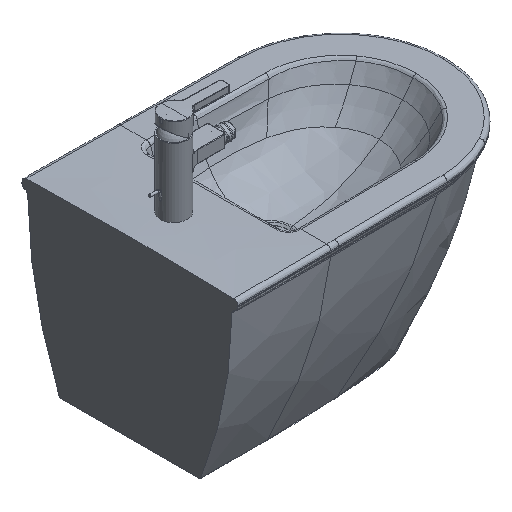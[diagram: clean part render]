
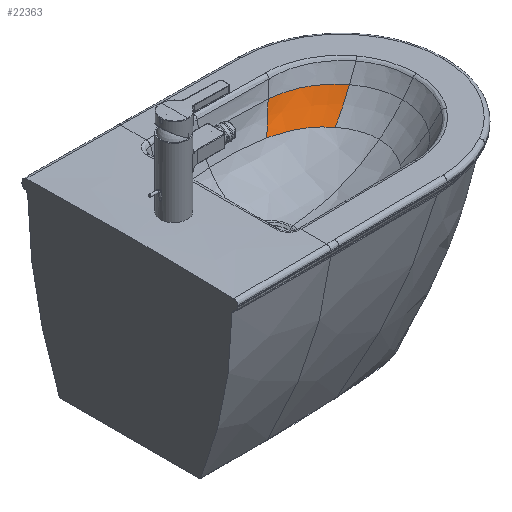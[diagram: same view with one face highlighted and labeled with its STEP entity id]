
A CAD part, isometric view. The second image highlights one B-rep face of the part: STEP entity #22363.
In plain terms, the highlighted free-form (B-spline) face has degree [5, 5] with [9, 6] control points.
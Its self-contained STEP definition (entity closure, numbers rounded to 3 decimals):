
#4630=CARTESIAN_POINT('',(405.699,55.485,-66.0));
#4631=VERTEX_POINT('',#4630);
#4645=CARTESIAN_POINT('',(331.987,98.205,-66.0));
#4646=VERTEX_POINT('',#4645);
#4647=CARTESIAN_POINT('',(331.987,98.205,-66.0));
#4648=CARTESIAN_POINT('',(346.711,95.054,-66.0));
#4649=CARTESIAN_POINT('',(360.785,90.289,-66.0));
#4650=CARTESIAN_POINT('',(373.303,83.301,-66.0));
#4651=CARTESIAN_POINT('',(384.035,77.311,-66.0));
#4652=CARTESIAN_POINT('',(393.615,69.68,-66.0));
#4653=CARTESIAN_POINT('',(401.752,60.308,-66.0));
#4654=CARTESIAN_POINT('',(403.107,58.748,-66.0));
#4655=CARTESIAN_POINT('',(404.422,57.14,-66.0));
#4656=CARTESIAN_POINT('',(405.699,55.485,-66.0));
#4657=B_SPLINE_CURVE_WITH_KNOTS('',3,(#4647,#4648,#4649,#4650,#4651,#4652,#4653,#4654,#4655,#4656),.UNSPECIFIED.,.F.,.U.,(4,3,3,4),(0.0,71.907,133.55,143.813),.UNSPECIFIED.);
#4658=EDGE_CURVE('',#4646,#4631,#4657,.T.);
#9657=CARTESIAN_POINT('',(442.345,67.632,-27.239));
#9658=VERTEX_POINT('',#9657);
#11950=CARTESIAN_POINT('',(352.077,116.141,-27.239));
#11951=VERTEX_POINT('',#11950);
#11961=CARTESIAN_POINT('',(352.077,116.141,-27.239));
#11962=CARTESIAN_POINT('',(373.527,114.189,-27.239));
#11963=CARTESIAN_POINT('',(394.375,108.333,-27.239));
#11964=CARTESIAN_POINT('',(413.438,98.361,-27.239));
#11965=CARTESIAN_POINT('',(429.598,84.541,-27.239));
#11966=CARTESIAN_POINT('',(442.345,67.632,-27.239));
#11967=B_SPLINE_CURVE_WITH_KNOTS('',5,(#11961,#11962,#11963,#11964,#11965,#11966),.UNSPECIFIED.,.F.,.U.,(6,6),(587.138,701.927),.UNSPECIFIED.);
#11968=EDGE_CURVE('',#11951,#9658,#11967,.T.);
#22276=CARTESIAN_POINT('',(442.345,67.632,-27.239));
#22277=CARTESIAN_POINT('',(439.297,66.642,-31.28));
#22278=CARTESIAN_POINT('',(436.081,65.59,-35.32));
#22279=CARTESIAN_POINT('',(432.811,64.514,-39.192));
#22280=CARTESIAN_POINT('',(425.882,62.224,-47.019));
#22281=CARTESIAN_POINT('',(418.139,59.647,-54.847));
#22282=CARTESIAN_POINT('',(414.058,58.283,-58.707));
#22283=CARTESIAN_POINT('',(410.007,56.928,-62.353));
#22284=CARTESIAN_POINT('',(405.699,55.485,-66.0));
#22285=B_SPLINE_CURVE_WITH_KNOTS('',5,(#22276,#22277,#22278,#22279,#22280,#22281,#22282,#22283,#22284),.UNSPECIFIED.,.F.,.U.,(6,3,6),(0.0,24.073,50.735),.UNSPECIFIED.);
#22286=EDGE_CURVE('',#9658,#4631,#22285,.T.);
#22291=CARTESIAN_POINT('',(352.077,116.141,-27.239));
#22292=CARTESIAN_POINT('',(350.433,114.855,-31.28));
#22293=CARTESIAN_POINT('',(348.69,113.436,-35.32));
#22294=CARTESIAN_POINT('',(346.909,111.93,-39.192));
#22295=CARTESIAN_POINT('',(343.122,108.643,-47.019));
#22296=CARTESIAN_POINT('',(338.864,104.752,-54.847));
#22297=CARTESIAN_POINT('',(336.612,102.642,-58.707));
#22298=CARTESIAN_POINT('',(334.373,100.512,-62.353));
#22299=CARTESIAN_POINT('',(331.987,98.205,-66.0));
#22300=CARTESIAN_POINT('',(373.527,114.189,-27.239));
#22301=CARTESIAN_POINT('',(371.621,112.645,-31.28));
#22302=CARTESIAN_POINT('',(369.594,110.98,-35.32));
#22303=CARTESIAN_POINT('',(367.517,109.252,-39.192));
#22304=CARTESIAN_POINT('',(363.09,105.543,-47.019));
#22305=CARTESIAN_POINT('',(358.09,101.294,-54.847));
#22306=CARTESIAN_POINT('',(355.439,99.031,-58.707));
#22307=CARTESIAN_POINT('',(352.8,96.77,-62.353));
#22308=CARTESIAN_POINT('',(349.984,94.354,-66.0));
#22309=CARTESIAN_POINT('',(394.375,108.333,-27.239));
#22310=CARTESIAN_POINT('',(392.132,106.742,-31.28));
#22311=CARTESIAN_POINT('',(389.75,105.044,-35.32));
#22312=CARTESIAN_POINT('',(387.315,103.298,-39.192));
#22313=CARTESIAN_POINT('',(382.134,99.576,-47.019));
#22314=CARTESIAN_POINT('',(376.3,95.373,-54.847));
#22315=CARTESIAN_POINT('',(373.214,93.15,-58.707));
#22316=CARTESIAN_POINT('',(370.143,90.94,-62.353));
#22317=CARTESIAN_POINT('',(366.87,88.59,-66.0));
#22318=CARTESIAN_POINT('',(413.438,98.361,-27.239));
#22319=CARTESIAN_POINT('',(410.847,96.901,-31.28));
#22320=CARTESIAN_POINT('',(408.106,95.347,-35.32));
#22321=CARTESIAN_POINT('',(405.312,93.756,-39.192));
#22322=CARTESIAN_POINT('',(399.382,90.368,-47.019));
#22323=CARTESIAN_POINT('',(392.738,86.554,-54.847));
#22324=CARTESIAN_POINT('',(389.231,84.538,-58.707));
#22325=CARTESIAN_POINT('',(385.749,82.536,-62.353));
#22326=CARTESIAN_POINT('',(382.044,80.408,-66.0));
#22327=CARTESIAN_POINT('',(429.598,84.541,-27.239));
#22328=CARTESIAN_POINT('',(426.718,83.309,-31.28));
#22329=CARTESIAN_POINT('',(423.678,81.999,-35.32));
#22330=CARTESIAN_POINT('',(420.588,80.658,-39.192));
#22331=CARTESIAN_POINT('',(414.039,77.8,-47.019));
#22332=CARTESIAN_POINT('',(406.726,74.579,-54.847));
#22333=CARTESIAN_POINT('',(402.872,72.874,-58.707));
#22334=CARTESIAN_POINT('',(399.05,71.179,-62.353));
#22335=CARTESIAN_POINT('',(394.987,69.373,-66.0));
#22336=CARTESIAN_POINT('',(442.345,67.632,-27.239));
#22337=CARTESIAN_POINT('',(439.297,66.642,-31.28));
#22338=CARTESIAN_POINT('',(436.081,65.59,-35.32));
#22339=CARTESIAN_POINT('',(432.811,64.514,-39.192));
#22340=CARTESIAN_POINT('',(425.882,62.224,-47.019));
#22341=CARTESIAN_POINT('',(418.139,59.647,-54.847));
#22342=CARTESIAN_POINT('',(414.058,58.283,-58.707));
#22343=CARTESIAN_POINT('',(410.007,56.928,-62.353));
#22344=CARTESIAN_POINT('',(405.699,55.485,-66.0));
#22345=B_SPLINE_SURFACE_WITH_KNOTS('',5,5,((#22291,#22300,#22309,#22318,#22327,#22336),(#22292,#22301,#22310,#22319,#22328,#22337),(#22293,#22302,#22311,#22320,#22329,#22338),(#22294,#22303,#22312,#22321,#22330,#22339),(#22295,#22304,#22313,#22322,#22331,#22340),(#22296,#22305,#22314,#22323,#22332,#22341),(#22297,#22306,#22315,#22324,#22333,#22342),(#22298,#22307,#22316,#22325,#22334,#22343),(#22299,#22308,#22317,#22326,#22335,#22344)),.UNSPECIFIED.,.F.,.F.,.U.,(6,3,6),(6,6),(0.0,24.073,50.735),(587.138,701.927),.UNSPECIFIED.);
#22346=ORIENTED_EDGE('',*,*,#4658,.T.);
#22347=ORIENTED_EDGE('',*,*,#22286,.F.);
#22348=ORIENTED_EDGE('',*,*,#11968,.F.);
#22349=CARTESIAN_POINT('',(352.077,116.141,-27.239));
#22350=CARTESIAN_POINT('',(350.433,114.855,-31.28));
#22351=CARTESIAN_POINT('',(348.69,113.436,-35.32));
#22352=CARTESIAN_POINT('',(346.909,111.93,-39.192));
#22353=CARTESIAN_POINT('',(343.122,108.643,-47.019));
#22354=CARTESIAN_POINT('',(338.864,104.752,-54.847));
#22355=CARTESIAN_POINT('',(336.612,102.642,-58.707));
#22356=CARTESIAN_POINT('',(334.373,100.512,-62.353));
#22357=CARTESIAN_POINT('',(331.987,98.205,-66.0));
#22358=B_SPLINE_CURVE_WITH_KNOTS('',5,(#22349,#22350,#22351,#22352,#22353,#22354,#22355,#22356,#22357),.UNSPECIFIED.,.F.,.U.,(6,3,6),(0.0,24.073,50.735),.UNSPECIFIED.);
#22359=EDGE_CURVE('',#11951,#4646,#22358,.T.);
#22360=ORIENTED_EDGE('',*,*,#22359,.T.);
#22361=EDGE_LOOP('',(#22346,#22347,#22348,#22360));
#22362=FACE_OUTER_BOUND('',#22361,.T.);
#22363=ADVANCED_FACE('',(#22362),#22345,.T.);
